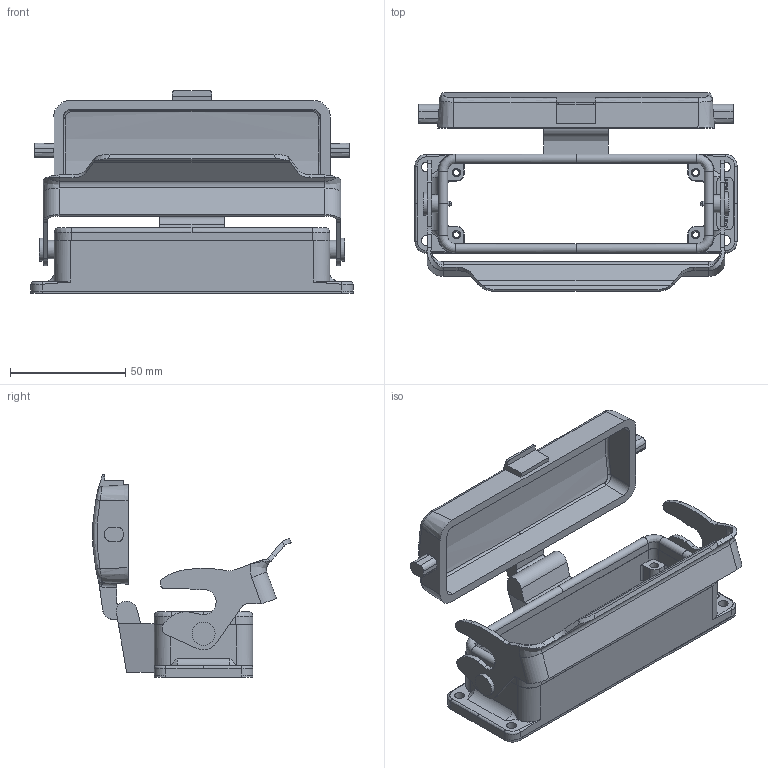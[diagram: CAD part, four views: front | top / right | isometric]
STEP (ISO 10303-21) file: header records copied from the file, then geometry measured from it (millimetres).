
FILE_DESCRIPTION(/* description */ (''),/* implementation_level */ '2;1');
FILE_NAME(/* name */ 'c146 10f024 003 1nxc001-04.stp',/* time_stamp */ '2021-11-08T10:06:18+01:00',/* author */ (''),/* organization */ (''),/* preprocessor_version */ 'ST-DEVELOPER v16.7',/* originating_system */ 'SIEMENS PLM Software NX 12.0',/* authorisation */ '');
FILE_SCHEMA (('AUTOMOTIVE_DESIGN { 1 0 10303 214 3 1 1 1 }'));
Length unit declared in the file: millimetre
Products named in the file (13): n 13 030 0004 1nxm001-02; c146 n07 040 e2nxm001-01; n 06 080 0001 4nxm001-01; n 03 030 0015 7nxm001-04; c146 n01 011 e2nxm001-02; c146 n02 000 e2nxm001-03; n 06 120 0001nxm001-02; n 13 080 00x4 xnxm001-03; n 25 024 1010 1nxm001-02; C146 G36 052 E1-01; c146 n07 040 g2nxm001-01; c146 10f024 003 1nxm001-04; c146 10f024 003 1nxc001-04
Assembly tree (14 placements, depth 4):
  c146 10f024 003 1nxc001-04
    c146 10f024 003 1nxm001-04
      C146 G36 052 E1-01
      n 25 024 1010 1nxm001-02
      n 13 080 00x4 xnxm001-03  x2
      n 06 120 0001nxm001-02
      c146 n07 040 g2nxm001-01
        c146 n07 040 e2nxm001-01
        n 13 030 0004 1nxm001-02
      c146 n02 000 e2nxm001-03
      c146 n01 011 e2nxm001-02
      n 03 030 0015 7nxm001-04  x2
      n 06 080 0001 4nxm001-01
Bounding box: 140 x 86.16 x 88.16 mm (x, y, z)
Volume: 84545.9 mm3; surface area: 54110.1 mm2
Topology: 1 solids, 1 shells, 560 faces, 1525 edges, 985 vertices
Faces by surface type: plane 214, bspline 210, cylinder 118, cone 8, extrusion 6, revolution 4
Full cylindrical faces by diameter (mm): 2.5 x4, 4.3 x4, 4.5 x4, 8 x2, 10 x2
Entity records: 23607 total; most frequent: CARTESIAN_POINT 6751, ORIENTED_EDGE 2966, DIRECTION 2362, EDGE_CURVE 1483, VERTEX_POINT 977, AXIS2_PLACEMENT_3D 791, VECTOR 776, LINE 770
